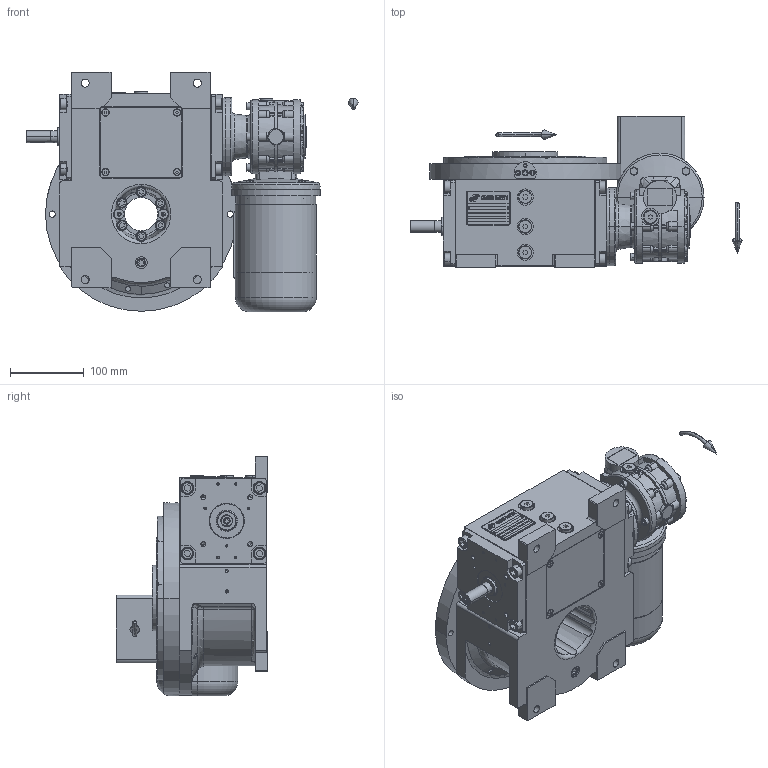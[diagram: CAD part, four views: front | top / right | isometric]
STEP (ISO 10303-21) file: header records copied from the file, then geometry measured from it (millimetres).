
FILE_DESCRIPTION (( 'STEP AP203' ), '1' );
FILE_NAME ('PC5201535.step', '2025-09-30T11:11:17', ( '' ), ( '' ), 'SwSTEP 2.0', 'SolidWorks 2020', '' );
FILE_SCHEMA (( 'CONFIG_CONTROL_DESIGN' ));
Length unit declared in the file: millimetre
Products named in the file (82): cfn2476_01_002_60x46; cfn2115_02_178; cfn2128_04_004; olio_agip_blasia_150; cfn2155_01_056; cfn2000_01_126; cfn2205_01_013; CFN2010_01_012.stp; rig06_017; cfn2000_01_124; CFN2104_02_017.stp; RMI40_F1_DX_56B5; cfn2000_01_103; PC5201535; AS_900_38_30_003; rig06_007_master; cfn2128_19_002; AS_rig06_004; cfn2000_01_161; freccia_angolare_albero; CFN2010_02_002.stp; rig06_016; cfn2158_01_011; 900_38_30_003; cfn2070_05_005; cfn2151_01_109; cfn2003_01_054; freccia_angolare; RIG06_005_S_002_ASM.stp; cfn2276_01_074; AS_rig06_002_bl_022; AS_cfn2476_01_002_60x46; rig06_001_a; CFN2000_01_185.stp; AS_rig06_004_s_001; CFN2356_03_047.stp; CFN2203_02_001.stp; rig06_002_bl_022; rig06_003_8; AS_rig06_016 ...
Assembly tree (74 placements, depth 5):
  olio_agip_blasia_150
  cfn2205_01_013
  CFN2010_01_012.stp
  PC5201535
    rig06_001_a
    AS_cfn2476_01_002_60x46
      cfn2476_01_002_60x46
      cfn2107_01_001
      cfn2107_01_001
    AS_rig06_071_8_m_n_03
      rig06_071_08_m_n_03_asm.stp
        RIG06_005_S_002_ASM.stp
          RIG06_021_AF1.stp
          CFN2000_01_185.stp
          CFN2000_01_185.stp
          CFN2104_02_017.stp
        CFN2010_02_002.stp
      rig06_003_8
      rig06_005_n_02
      cfn2000_01_124  x6
      cfn2104_01_016  x2
      cfn2000_01_124
      cfn2000_01_124
      cfn2000_01_124
      cfn2000_01_124
      cfn2155_01_303
    AS_rig06_017
      rig06_017
      cfn2158_01_011
      cfn2000_01_126
      cfn2000_01_126
      cfn2000_01_126
      cfn2000_01_126
      cfn2000_01_126
      cfn2000_01_126
    AS_rig06_004
      rig06_004
      cfn2070_05_005
      cfn2000_01_103
      cfn2000_01_103
      cfn2000_01_103
      cfn2000_01_103
      cfn2155_01_056
    AS_rig06_004_s_001
      rig06_004_s_001
      cfn2070_05_005
      cfn2000_01_103
      cfn2000_01_103
      cfn2000_01_103
      cfn2000_01_103
      cfn2155_01_056
    AS_rig06_002_bl_022
      rig06_002_bl_022
      cfn2115_02_178
    9004_2512
    cfn2128_04_004
    cfn2128_04_004
    cfn2128_04_004
    cfn2128_19_002
    AS_rig06_016
Bounding box: 451 x 205.5 x 326 mm (x, y, z)
Volume: 5263518.1 mm3; surface area: 1075123.2 mm2
Topology: 65 solids, 65 shells, 3277 faces, 8268 edges, 5287 vertices
Faces by surface type: plane 1550, cylinder 1112, cone 452, torus 134, bspline 23, sphere 6
Entity records: 114882 total; most frequent: CARTESIAN_POINT 29673, DIRECTION 16196, ORIENTED_EDGE 15784, EDGE_CURVE 7892, AXIS2_PLACEMENT_3D 5884, VERTEX_POINT 5106, VECTOR 4428, LINE 4428
